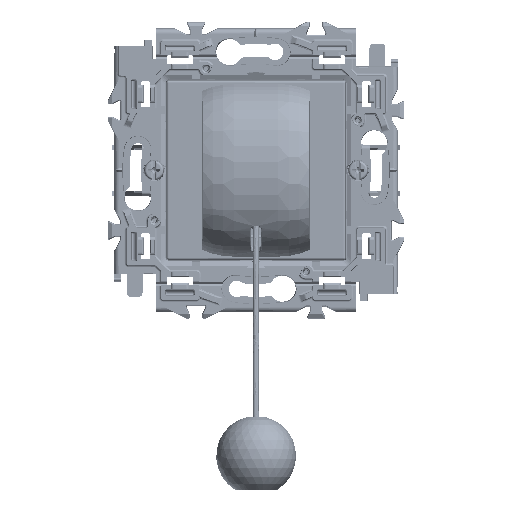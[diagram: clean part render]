
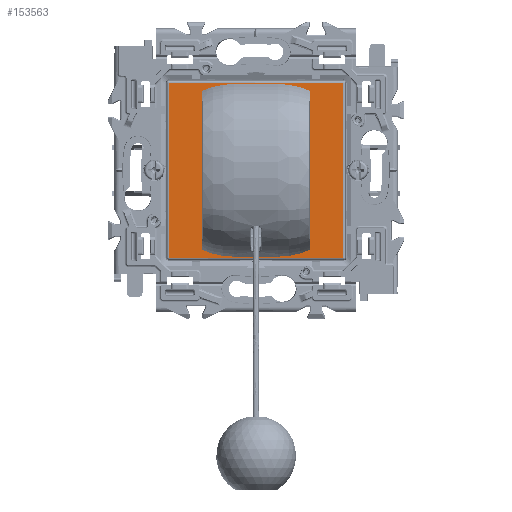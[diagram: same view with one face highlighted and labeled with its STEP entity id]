
A CAD part, top view. The second image highlights one B-rep face of the part: STEP entity #153563.
In plain terms, the highlighted planar face has unit normal (0, 0, 1).
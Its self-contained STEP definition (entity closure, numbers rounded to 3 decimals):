
#153462=AXIS2_PLACEMENT_3D('Plane Axis2P3D',#153459,#153460,#153461) ;
#150700=CARTESIAN_POINT('Vertex',(5.5,-21.561,7.5)) ;
#150714=CARTESIAN_POINT('Vertex',(-5.5,-21.561,7.5)) ;
#150717=CARTESIAN_POINT('Line Origine',(0.,-21.561,7.5)) ;
#153072=CARTESIAN_POINT('Vertex',(21.842,21.842,7.5)) ;
#153091=CARTESIAN_POINT('Line Origine',(21.842,0.,7.5)) ;
#153095=CARTESIAN_POINT('Vertex',(21.842,-21.842,7.5)) ;
#153413=CARTESIAN_POINT('Line Origine',(0.,-21.842,7.5)) ;
#153417=CARTESIAN_POINT('Vertex',(-21.842,-21.842,7.5)) ;
#153459=CARTESIAN_POINT('Axis2P3D Location',(0.,0.,7.5)) ;
#153464=CARTESIAN_POINT('Line Origine',(0.,21.842,7.5)) ;
#153468=CARTESIAN_POINT('Vertex',(-21.842,21.842,7.5)) ;
#153471=CARTESIAN_POINT('Line Origine',(-21.842,0.,7.5)) ;
#153482=CARTESIAN_POINT('Line Origine',(13.5,0.,7.5)) ;
#153486=CARTESIAN_POINT('Vertex',(13.5,19.798,7.5)) ;
#153488=CARTESIAN_POINT('Vertex',(13.5,-19.798,7.5)) ;
#153492=CARTESIAN_POINT('Control Point',(5.5,-21.561,7.5)) ;
#153493=CARTESIAN_POINT('Control Point',(6.689,-21.561,7.5)) ;
#153494=CARTESIAN_POINT('Control Point',(7.879,-21.468,7.5)) ;
#153495=CARTESIAN_POINT('Control Point',(9.059,-21.282,7.5)) ;
#153496=CARTESIAN_POINT('Control Point',(10.669,-20.897,7.5)) ;
#153497=CARTESIAN_POINT('Control Point',(12.227,-20.341,7.5)) ;
#153498=CARTESIAN_POINT('Control Point',(12.656,-20.173,7.5)) ;
#153499=CARTESIAN_POINT('Control Point',(13.081,-19.992,7.5)) ;
#153500=CARTESIAN_POINT('Control Point',(13.5,-19.798,7.5)) ;
#153503=CARTESIAN_POINT('Control Point',(-5.5,-21.561,7.5)) ;
#153504=CARTESIAN_POINT('Control Point',(-6.689,-21.561,7.5)) ;
#153505=CARTESIAN_POINT('Control Point',(-7.879,-21.468,7.5)) ;
#153506=CARTESIAN_POINT('Control Point',(-9.059,-21.282,7.5)) ;
#153507=CARTESIAN_POINT('Control Point',(-10.669,-20.897,7.5)) ;
#153508=CARTESIAN_POINT('Control Point',(-12.227,-20.341,7.5)) ;
#153509=CARTESIAN_POINT('Control Point',(-12.656,-20.173,7.5)) ;
#153510=CARTESIAN_POINT('Control Point',(-13.081,-19.992,7.5)) ;
#153511=CARTESIAN_POINT('Control Point',(-13.5,-19.798,7.5)) ;
#153512=CARTESIAN_POINT('Vertex',(-13.5,-19.798,7.5)) ;
#153515=CARTESIAN_POINT('Line Origine',(-13.5,0.,7.5)) ;
#153519=CARTESIAN_POINT('Vertex',(-13.5,19.798,7.5)) ;
#153523=CARTESIAN_POINT('Control Point',(-5.5,21.561,7.5)) ;
#153524=CARTESIAN_POINT('Control Point',(-6.689,21.561,7.5)) ;
#153525=CARTESIAN_POINT('Control Point',(-7.879,21.468,7.5)) ;
#153526=CARTESIAN_POINT('Control Point',(-9.059,21.282,7.5)) ;
#153527=CARTESIAN_POINT('Control Point',(-10.669,20.897,7.5)) ;
#153528=CARTESIAN_POINT('Control Point',(-12.227,20.341,7.5)) ;
#153529=CARTESIAN_POINT('Control Point',(-12.656,20.173,7.5)) ;
#153530=CARTESIAN_POINT('Control Point',(-13.081,19.992,7.5)) ;
#153531=CARTESIAN_POINT('Control Point',(-13.5,19.798,7.5)) ;
#153532=CARTESIAN_POINT('Vertex',(-5.5,21.561,7.5)) ;
#153535=CARTESIAN_POINT('Line Origine',(0.,21.561,7.5)) ;
#153539=CARTESIAN_POINT('Vertex',(5.5,21.561,7.5)) ;
#153543=CARTESIAN_POINT('Control Point',(5.5,21.561,7.5)) ;
#153544=CARTESIAN_POINT('Control Point',(6.689,21.561,7.5)) ;
#153545=CARTESIAN_POINT('Control Point',(7.879,21.468,7.5)) ;
#153546=CARTESIAN_POINT('Control Point',(9.059,21.282,7.5)) ;
#153547=CARTESIAN_POINT('Control Point',(10.669,20.897,7.5)) ;
#153548=CARTESIAN_POINT('Control Point',(12.227,20.341,7.5)) ;
#153549=CARTESIAN_POINT('Control Point',(12.656,20.173,7.5)) ;
#153550=CARTESIAN_POINT('Control Point',(13.081,19.992,7.5)) ;
#153551=CARTESIAN_POINT('Control Point',(13.5,19.798,7.5)) ;
#150718=DIRECTION('Vector Direction',(1.,0.,0.)) ;
#153092=DIRECTION('Vector Direction',(0.,1.,0.)) ;
#153414=DIRECTION('Vector Direction',(1.,0.,0.)) ;
#153460=DIRECTION('Axis2P3D Direction',(0.,0.,1.)) ;
#153461=DIRECTION('Axis2P3D XDirection',(1.,0.,0.)) ;
#153465=DIRECTION('Vector Direction',(1.,0.,0.)) ;
#153472=DIRECTION('Vector Direction',(0.,-1.,0.)) ;
#153483=DIRECTION('Vector Direction',(0.,1.,0.)) ;
#153516=DIRECTION('Vector Direction',(0.,1.,0.)) ;
#153536=DIRECTION('Vector Direction',(1.,0.,0.)) ;
#150719=VECTOR('Line Direction',#150718,1.) ;
#153093=VECTOR('Line Direction',#153092,1.) ;
#153415=VECTOR('Line Direction',#153414,1.) ;
#153466=VECTOR('Line Direction',#153465,1.) ;
#153473=VECTOR('Line Direction',#153472,1.) ;
#153484=VECTOR('Line Direction',#153483,1.) ;
#153517=VECTOR('Line Direction',#153516,1.) ;
#153537=VECTOR('Line Direction',#153536,1.) ;
#153477=ORIENTED_EDGE('',*,*,#153419,.T.) ;
#153478=ORIENTED_EDGE('',*,*,#153097,.F.) ;
#153479=ORIENTED_EDGE('',*,*,#153470,.T.) ;
#153480=ORIENTED_EDGE('',*,*,#153475,.F.) ;
#153554=ORIENTED_EDGE('',*,*,#153490,.T.) ;
#153555=ORIENTED_EDGE('',*,*,#153501,.F.) ;
#153556=ORIENTED_EDGE('',*,*,#150721,.F.) ;
#153557=ORIENTED_EDGE('',*,*,#153514,.T.) ;
#153558=ORIENTED_EDGE('',*,*,#153521,.T.) ;
#153559=ORIENTED_EDGE('',*,*,#153534,.F.) ;
#153560=ORIENTED_EDGE('',*,*,#153541,.T.) ;
#153561=ORIENTED_EDGE('',*,*,#153552,.T.) ;
#153562=FACE_BOUND('',#153553,.T.) ;
#153563=ADVANCED_FACE('enjoliveur',(#153481,#153562),#153463,.T.) ;
#153491=B_SPLINE_CURVE_WITH_KNOTS('',5,(#153492,#153493,#153494,#153495,#153496,#153497,#153498,#153499,#153500),.UNSPECIFIED.,.F.,.U.,(6,3,6),(0.,8.409,11.659),.UNSPECIFIED.) ;
#153502=B_SPLINE_CURVE_WITH_KNOTS('',5,(#153503,#153504,#153505,#153506,#153507,#153508,#153509,#153510,#153511),.UNSPECIFIED.,.F.,.U.,(6,3,6),(0.,8.409,11.659),.UNSPECIFIED.) ;
#153522=B_SPLINE_CURVE_WITH_KNOTS('',5,(#153523,#153524,#153525,#153526,#153527,#153528,#153529,#153530,#153531),.UNSPECIFIED.,.F.,.U.,(6,3,6),(0.,8.409,11.659),.UNSPECIFIED.) ;
#153542=B_SPLINE_CURVE_WITH_KNOTS('',5,(#153543,#153544,#153545,#153546,#153547,#153548,#153549,#153550,#153551),.UNSPECIFIED.,.F.,.U.,(6,3,6),(0.,8.409,11.659),.UNSPECIFIED.) ;
#150721=EDGE_CURVE('',#150715,#150701,#150720,.T.) ;
#153097=EDGE_CURVE('',#153073,#153096,#153094,.F.) ;
#153419=EDGE_CURVE('',#153418,#153096,#153416,.T.) ;
#153470=EDGE_CURVE('',#153073,#153469,#153467,.F.) ;
#153475=EDGE_CURVE('',#153418,#153469,#153474,.F.) ;
#153490=EDGE_CURVE('',#153487,#153489,#153485,.F.) ;
#153501=EDGE_CURVE('',#150701,#153489,#153491,.T.) ;
#153514=EDGE_CURVE('',#150715,#153513,#153502,.T.) ;
#153521=EDGE_CURVE('',#153513,#153520,#153518,.T.) ;
#153534=EDGE_CURVE('',#153533,#153520,#153522,.T.) ;
#153541=EDGE_CURVE('',#153533,#153540,#153538,.T.) ;
#153552=EDGE_CURVE('',#153540,#153487,#153542,.T.) ;
#153476=EDGE_LOOP('',(#153477,#153478,#153479,#153480)) ;
#153553=EDGE_LOOP('',(#153554,#153555,#153556,#153557,#153558,#153559,#153560,#153561)) ;
#153481=FACE_OUTER_BOUND('',#153476,.T.) ;
#150720=LINE('Line',#150717,#150719) ;
#153094=LINE('Line',#153091,#153093) ;
#153416=LINE('Line',#153413,#153415) ;
#153467=LINE('Line',#153464,#153466) ;
#153474=LINE('Line',#153471,#153473) ;
#153485=LINE('Line',#153482,#153484) ;
#153518=LINE('Line',#153515,#153517) ;
#153538=LINE('Line',#153535,#153537) ;
#153463=PLANE('',#153462) ;
#150701=VERTEX_POINT('',#150700) ;
#150715=VERTEX_POINT('',#150714) ;
#153073=VERTEX_POINT('',#153072) ;
#153096=VERTEX_POINT('',#153095) ;
#153418=VERTEX_POINT('',#153417) ;
#153469=VERTEX_POINT('',#153468) ;
#153487=VERTEX_POINT('',#153486) ;
#153489=VERTEX_POINT('',#153488) ;
#153513=VERTEX_POINT('',#153512) ;
#153520=VERTEX_POINT('',#153519) ;
#153533=VERTEX_POINT('',#153532) ;
#153540=VERTEX_POINT('',#153539) ;
